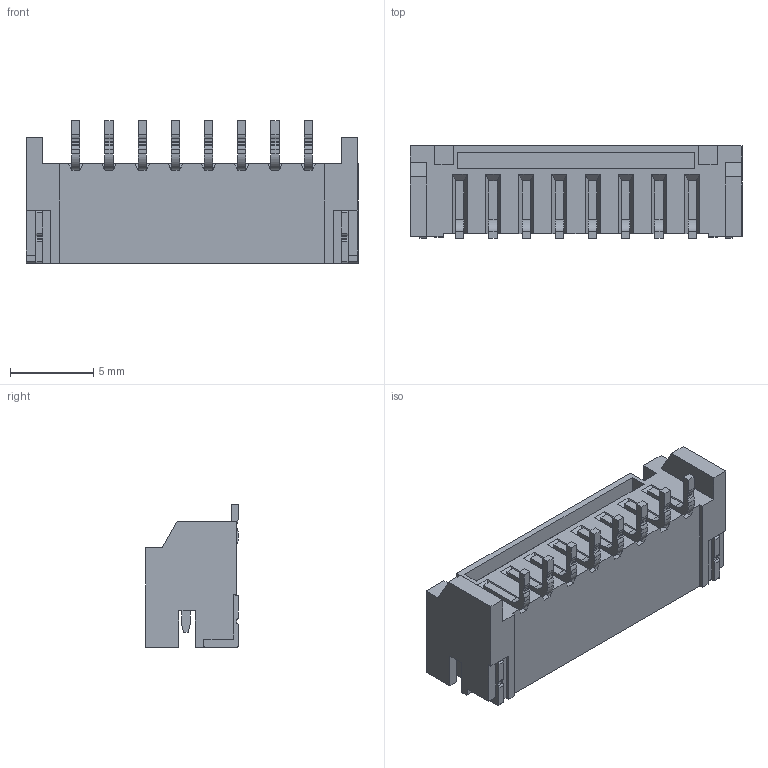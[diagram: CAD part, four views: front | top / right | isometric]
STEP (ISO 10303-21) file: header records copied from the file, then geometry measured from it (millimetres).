
FILE_DESCRIPTION((''),'2;1');
FILE_NAME('JS-1261R-08','2018-04-25T',('csrd01'),(''),'CREO PARAMETRIC BY PTC INC, 2017300','CREO PARAMETRIC BY PTC INC, 2017300','');
FILE_SCHEMA(('CONFIG_CONTROL_DESIGN'));
Length unit declared in the file: millimetre
Products named in the file (1): JS-1261R-08
Bounding box: 20 x 5.58 x 8.6 mm (x, y, z)
Volume: 298.6 mm3; surface area: 978 mm2
Topology: 1 solids, 5 shells, 466 faces, 1263 edges, 824 vertices
Faces by surface type: plane 394, cylinder 72
Entity records: 14441 total; most frequent: CARTESIAN_POINT 2577, ORIENTED_EDGE 2526, DIRECTION 2323, EDGE_CURVE 1263, VECTOR 1103, LINE 1103, VERTEX_POINT 824, AXIS2_PLACEMENT_3D 610
